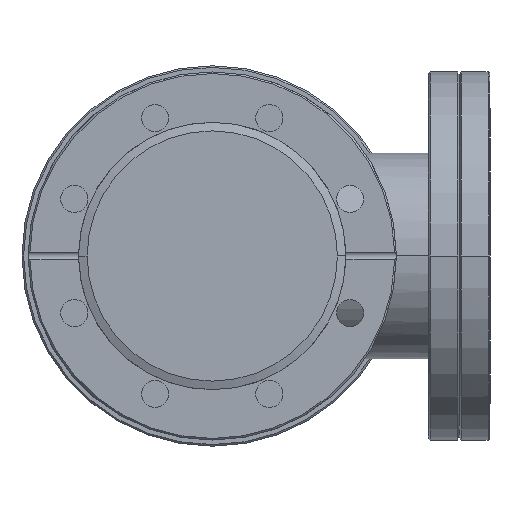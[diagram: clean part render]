
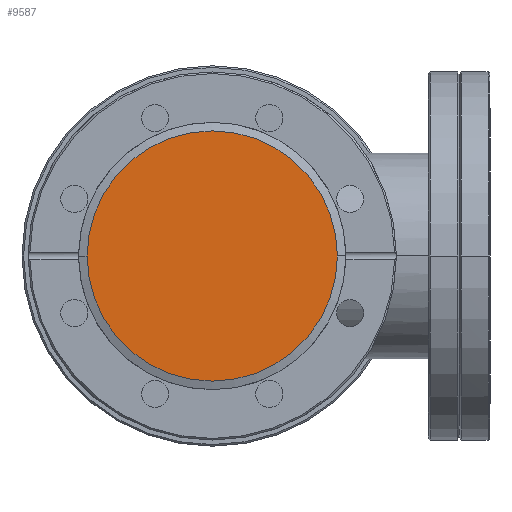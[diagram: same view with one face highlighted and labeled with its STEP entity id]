
A CAD part, front view. The second image highlights one B-rep face of the part: STEP entity #9587.
In plain terms, the highlighted planar face has unit normal (0, -1, 0).
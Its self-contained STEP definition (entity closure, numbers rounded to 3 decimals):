
#531 = CARTESIAN_POINT ( 'NONE',  ( 38.61, 1.5, 0. ) ) ;
#951 = VERTEX_POINT ( 'NONE', #11591 ) ;
#1303 = ORIENTED_EDGE ( 'NONE', *, *, #5001, .T. ) ;
#2229 = EDGE_CURVE ( 'NONE', #7175, #951, #12079, .T. ) ;
#4470 = DIRECTION ( 'NONE',  ( 0., -1., 0. ) ) ;
#4640 = DIRECTION ( 'NONE',  ( -1., 0., 0. ) ) ;
#4875 = CARTESIAN_POINT ( 'NONE',  ( 0., 1.5, 0. ) ) ;
#5001 = EDGE_CURVE ( 'NONE', #951, #7175, #12512, .T. ) ;
#6186 = AXIS2_PLACEMENT_3D ( 'NONE', #8513, #4470, #11513 ) ;
#6612 = AXIS2_PLACEMENT_3D ( 'NONE', #12039, #12037, #11976 ) ;
#6901 = ORIENTED_EDGE ( 'NONE', *, *, #2229, .T. ) ;
#7175 = VERTEX_POINT ( 'NONE', #531 ) ;
#8513 = CARTESIAN_POINT ( 'NONE',  ( -38.61, 1.5, 0. ) ) ;
#8690 = DIRECTION ( 'NONE',  ( 0., -1., 0. ) ) ;
#9495 = PLANE ( 'NONE',  #6186 ) ;
#9587 = ADVANCED_FACE ( 'NONE', ( #10828 ), #9495, .T. ) ;
#9993 = EDGE_LOOP ( 'NONE', ( #1303, #6901 ) ) ;
#10734 = AXIS2_PLACEMENT_3D ( 'NONE', #4875, #8690, #4640 ) ;
#10828 = FACE_OUTER_BOUND ( 'NONE', #9993, .T. ) ;
#11513 = DIRECTION ( 'NONE',  ( 1., 0., 0. ) ) ;
#11591 = CARTESIAN_POINT ( 'NONE',  ( -38.61, 1.5, 0. ) ) ;
#11976 = DIRECTION ( 'NONE',  ( -1., 0., 0. ) ) ;
#12037 = DIRECTION ( 'NONE',  ( 0., -1., 0. ) ) ;
#12039 = CARTESIAN_POINT ( 'NONE',  ( 0., 1.5, 0. ) ) ;
#12079 = CIRCLE ( 'NONE', #6612, 38.61 ) ;
#12512 = CIRCLE ( 'NONE', #10734, 38.61 ) ;
